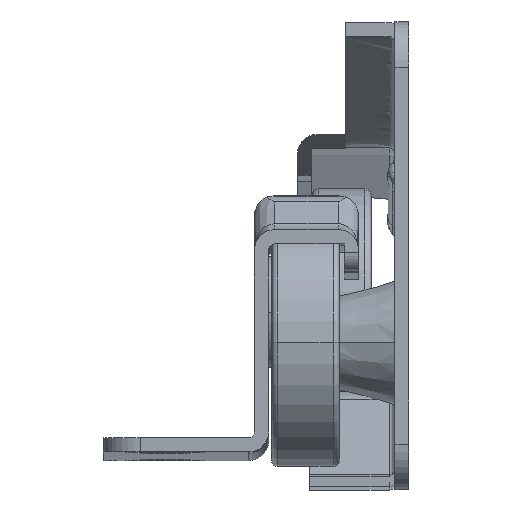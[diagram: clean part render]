
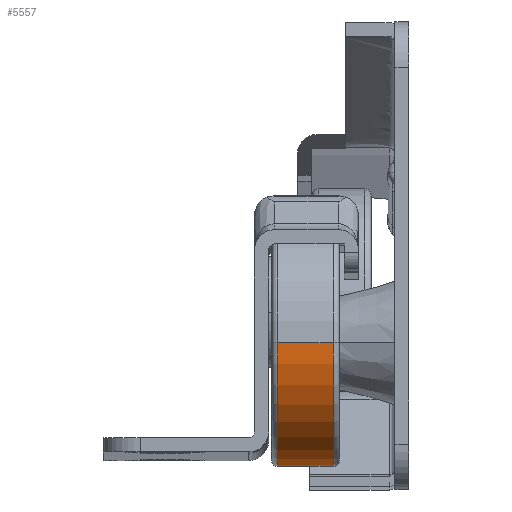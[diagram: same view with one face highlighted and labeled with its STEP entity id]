
A CAD part, top view. The second image highlights one B-rep face of the part: STEP entity #5557.
In plain terms, the highlighted cylindrical face has radius 10 mm (diameter 20 mm), a partial arc.
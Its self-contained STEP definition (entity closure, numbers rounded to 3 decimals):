
#611 = EDGE_CURVE ( 'NONE', #12151, #2028, #794, .T. ) ;
#683 = ORIENTED_EDGE ( 'NONE', *, *, #2590, .T. ) ;
#688 = ORIENTED_EDGE ( 'NONE', *, *, #4802, .F. ) ;
#794 = LINE ( 'NONE', #1998, #6691 ) ;
#1078 = CARTESIAN_POINT ( 'NONE',  ( -15.516, 5., 339.44 ) ) ;
#1426 = DIRECTION ( 'NONE',  ( 1., 0., 0. ) ) ;
#1521 = CARTESIAN_POINT ( 'NONE',  ( -11.016, 5., 339.44 ) ) ;
#1764 = DIRECTION ( 'NONE',  ( -1., 0., 0. ) ) ;
#1877 = ORIENTED_EDGE ( 'NONE', *, *, #611, .F. ) ;
#1998 = CARTESIAN_POINT ( 'NONE',  ( -16.016, 5., 359.44 ) ) ;
#2028 = VERTEX_POINT ( 'NONE', #10867 ) ;
#2590 = EDGE_CURVE ( 'NONE', #8612, #10506, #5921, .T. ) ;
#2985 = CARTESIAN_POINT ( 'NONE',  ( -11.016, 5., 349.44 ) ) ;
#3197 = EDGE_CURVE ( 'NONE', #8612, #12151, #12936, .T. ) ;
#3975 = CARTESIAN_POINT ( 'NONE',  ( -15.516, 5., 349.44 ) ) ;
#4424 = CIRCLE ( 'NONE', #11799, 10. ) ;
#4677 = CARTESIAN_POINT ( 'NONE',  ( -16.016, 5., 339.44 ) ) ;
#4802 = EDGE_CURVE ( 'NONE', #2028, #10506, #4424, .T. ) ;
#5009 = DIRECTION ( 'NONE',  ( 1., 0., 0. ) ) ;
#5557 = ADVANCED_FACE ( 'NONE', ( #8512 ), #7595, .T. ) ;
#5765 = AXIS2_PLACEMENT_3D ( 'NONE', #3975, #1764, #8774 ) ;
#5921 = LINE ( 'NONE', #4677, #10580 ) ;
#5981 = DIRECTION ( 'NONE',  ( 1., 0., 0. ) ) ;
#6691 = VECTOR ( 'NONE', #5981, 1000. ) ;
#7595 = CYLINDRICAL_SURFACE ( 'NONE', #9186, 10. ) ;
#7775 = DIRECTION ( 'NONE',  ( 1., 0., 0. ) ) ;
#8387 = DIRECTION ( 'NONE',  ( 0., 0., 1. ) ) ;
#8512 = FACE_OUTER_BOUND ( 'NONE', #11673, .T. ) ;
#8612 = VERTEX_POINT ( 'NONE', #1078 ) ;
#8774 = DIRECTION ( 'NONE',  ( 0., 0., -1. ) ) ;
#9186 = AXIS2_PLACEMENT_3D ( 'NONE', #9496, #1426, #8387 ) ;
#9496 = CARTESIAN_POINT ( 'NONE',  ( -16.016, 5., 349.44 ) ) ;
#10077 = DIRECTION ( 'NONE',  ( 0., 0., -1. ) ) ;
#10506 = VERTEX_POINT ( 'NONE', #1521 ) ;
#10580 = VECTOR ( 'NONE', #7775, 1000. ) ;
#10765 = ORIENTED_EDGE ( 'NONE', *, *, #3197, .F. ) ;
#10867 = CARTESIAN_POINT ( 'NONE',  ( -11.016, 5., 359.44 ) ) ;
#11673 = EDGE_LOOP ( 'NONE', ( #10765, #683, #688, #1877 ) ) ;
#11799 = AXIS2_PLACEMENT_3D ( 'NONE', #2985, #5009, #10077 ) ;
#12151 = VERTEX_POINT ( 'NONE', #12219 ) ;
#12219 = CARTESIAN_POINT ( 'NONE',  ( -15.516, 5., 359.44 ) ) ;
#12936 = CIRCLE ( 'NONE', #5765, 10. ) ;
